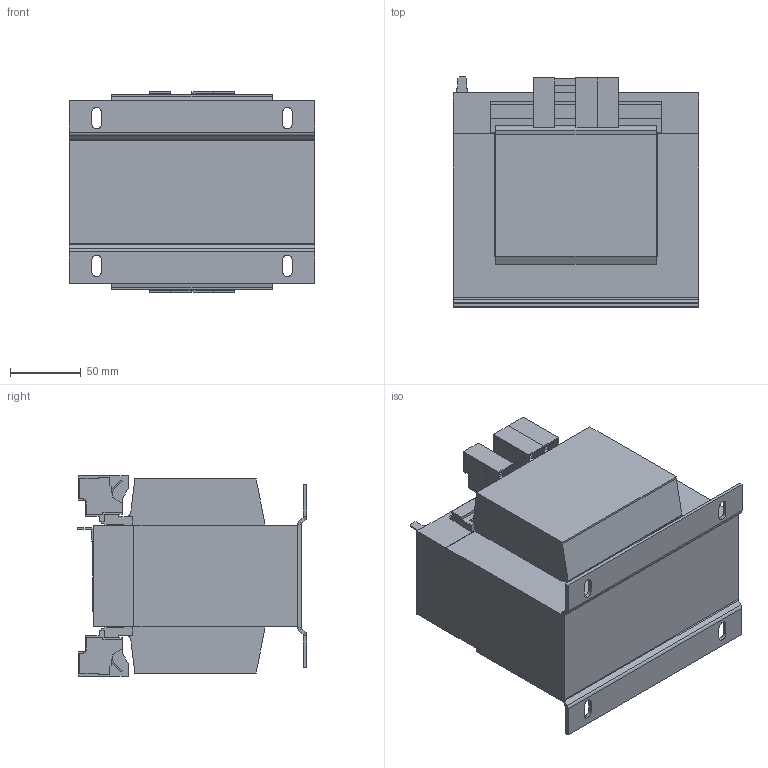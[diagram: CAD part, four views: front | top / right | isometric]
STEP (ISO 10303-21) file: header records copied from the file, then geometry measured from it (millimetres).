
FILE_DESCRIPTION (( 'STEP AP214' ), '1' );
FILE_NAME ('182898.STEP', '2023-07-07T10:44:39', ( '' ), ( '' ), 'SwSTEP 2.0', 'SolidWorks 2018', '' );
FILE_SCHEMA (( 'AUTOMOTIVE_DESIGN' ));
Length unit declared in the file: millimetre
Products named in the file (1): 182898
Bounding box: 174.1 x 162.8 x 142.2 mm (x, y, z)
Volume: 2649433.6 mm3; surface area: 227162.1 mm2
Topology: 1 solids, 1 shells, 534 faces, 1589 edges, 1058 vertices
Faces by surface type: plane 456, cylinder 78
Entity records: 17763 total; most frequent: CARTESIAN_POINT 3182, ORIENTED_EDGE 3178, DIRECTION 2815, EDGE_CURVE 1589, LINE 1433, VECTOR 1433, VERTEX_POINT 1058, AXIS2_PLACEMENT_3D 691
